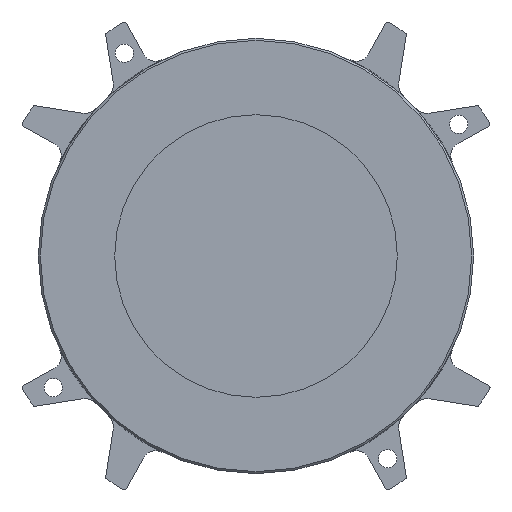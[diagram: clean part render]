
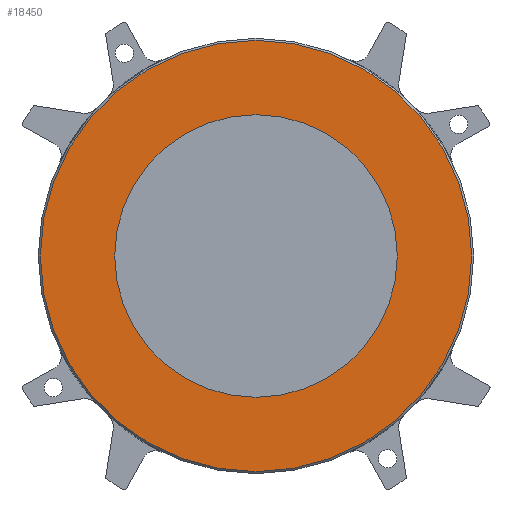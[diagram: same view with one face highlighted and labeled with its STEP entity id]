
A CAD part, left-side view. The second image highlights one B-rep face of the part: STEP entity #18450.
In plain terms, the highlighted planar face has unit normal (-1, 0, 0).
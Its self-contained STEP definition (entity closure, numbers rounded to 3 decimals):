
#100=CARTESIAN_POINT('',(0.,-50.,0.));
#110=VERTEX_POINT('',#100);
#290=CARTESIAN_POINT('',(0.,50.,0.));
#300=VERTEX_POINT('',#290);
#330=CARTESIAN_POINT('',(0.,0.,0.));
#340=DIRECTION('',(-1.,0.,0.));
#350=DIRECTION('',(0.,1.,0.));
#360=AXIS2_PLACEMENT_3D('',#330,#340,#350);
#370=CIRCLE('',#360,50.);
#380=EDGE_CURVE('',#110,#300,#370,.T.);
#590=CARTESIAN_POINT('',(0.,76.293,
0.));
#600=VERTEX_POINT('',#590);
#650=CARTESIAN_POINT('',(0.,0.,0.));
#660=DIRECTION('',(-1.,0.,0.));
#670=DIRECTION('',(0.,1.,0.));
#680=AXIS2_PLACEMENT_3D('',#650,#660,#670);
#690=CIRCLE('',#680,76.293);
#700=CARTESIAN_POINT('',(0.,-76.293,0.));
#710=VERTEX_POINT('',#700);
#720=EDGE_CURVE('',#600,#710,#690,.T.);
#18300=CARTESIAN_POINT('',(0.,63.146,0.));
#18310=DIRECTION('',(-1.,0.,0.));
#18320=DIRECTION('',(0.,1.,0.));
#18330=AXIS2_PLACEMENT_3D('',#18300,#18310,#18320);
#18340=PLANE('',#18330);
#18350=EDGE_CURVE('',#300,#110,#370,.T.);
#18360=ORIENTED_EDGE('',*,*,#18350,.F.);
#18370=ORIENTED_EDGE('',*,*,#380,.F.);
#18380=EDGE_LOOP('',(#18370,#18360));
#18390=FACE_BOUND('',#18380,.T.);
#18400=ORIENTED_EDGE('',*,*,#720,.T.);
#18410=EDGE_CURVE('',#710,#600,#690,.T.);
#18420=ORIENTED_EDGE('',*,*,#18410,.T.);
#18430=EDGE_LOOP('',(#18420,#18400));
#18440=FACE_OUTER_BOUND('',#18430,.T.);
#18450=ADVANCED_FACE('',(#18390,#18440),#18340,.T.);
